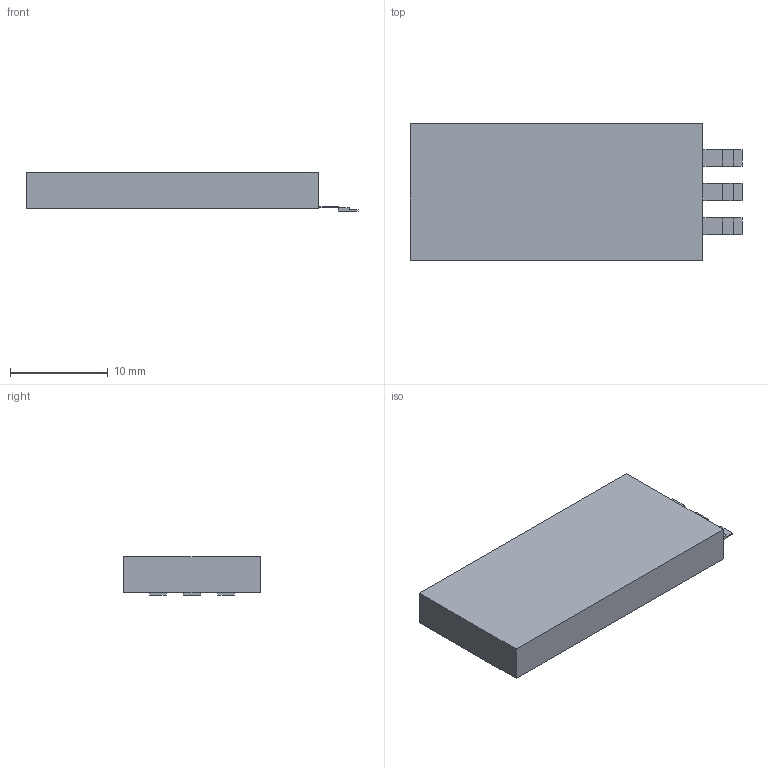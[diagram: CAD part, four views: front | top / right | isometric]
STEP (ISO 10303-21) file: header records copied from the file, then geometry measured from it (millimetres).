
FILE_DESCRIPTION((('zoo.dev export')), '2;1');
FILE_NAME('dump.step', '2026-02-12T22:49:57.404038496+00:00', ('Author unknown'), ('Organization unknown'), 'zoo.dev beta', 'zoo.dev', 'Authorization unknown');
FILE_SCHEMA(('AP203_CONFIGURATION_CONTROLLED_3D_DESIGN_OF_MECHANICAL_PARTS_AND_ASSEMBLIES_MIM_LF'));
Length unit declared in the file: metre
Products named in the file (4): UNIDENTIFIED_PRODUCT
Bounding box: 34 x 14 x 3.92 mm (x, y, z)
Volume: 1557.8 mm3; surface area: 1216.5 mm2
Topology: 7 solids, 7 shells, 48 faces, 102 edges, 62 vertices
Faces by surface type: plane 48
Entity records: 1245 total; most frequent: CARTESIAN_POINT 212, ORIENTED_EDGE 204, DIRECTION 150, VECTOR 102, LINE 102, EDGE_CURVE 102, VERTEX_POINT 62, AXIS2_PLACEMENT_3D 48
